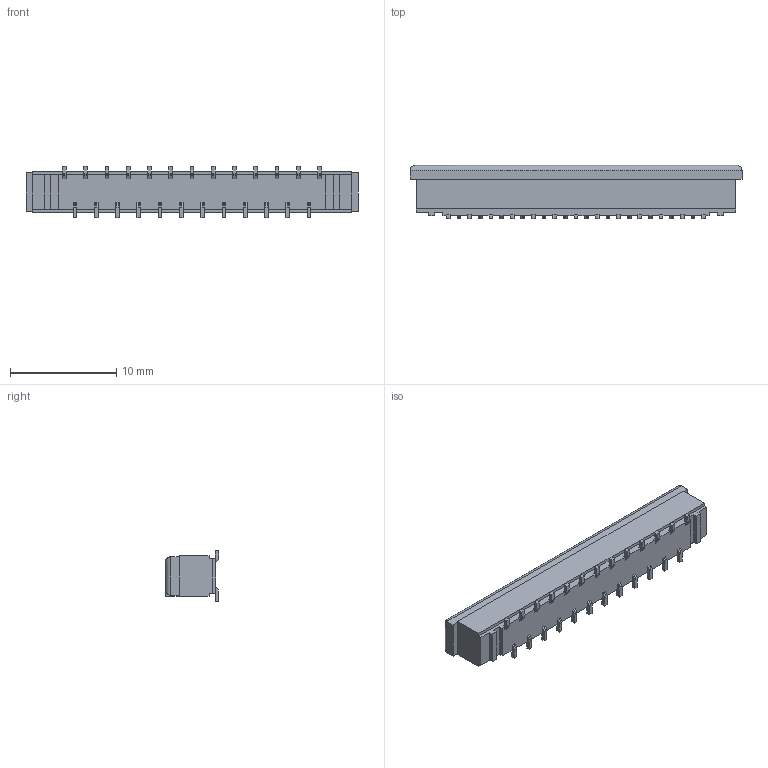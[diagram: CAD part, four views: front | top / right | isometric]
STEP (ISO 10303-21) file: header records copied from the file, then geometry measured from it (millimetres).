
FILE_DESCRIPTION(('STEP AP214'),'1');
FILE_NAME('ffc_fpc_affc10-25-100-svs-t.stp','2015-04-30T10:42:17',('TraceParts'),('TraceParts S.A.'),'XStep 1.0',' ',' ');
FILE_SCHEMA(('automotive_design'));
Length unit declared in the file: millimetre
Products named in the file (1): 1
Bounding box: 31.2 x 5 x 4.8 mm (x, y, z)
Volume: 491.2 mm3; surface area: 803.6 mm2
Topology: 1 solids, 1 shells, 1030 faces, 3076 edges, 2048 vertices
Faces by surface type: plane 1025, cylinder 5
Entity records: 67858 total; most frequent: CARTESIAN_POINT 6155, STYLED_ITEM 6154, PRESENTATION_STYLE_ASSIGNMENT 6154, COLOUR_RGB 6154, ORIENTED_EDGE 6152, DIRECTION 5144, EDGE_CURVE 3076, CURVE_STYLE 3076
